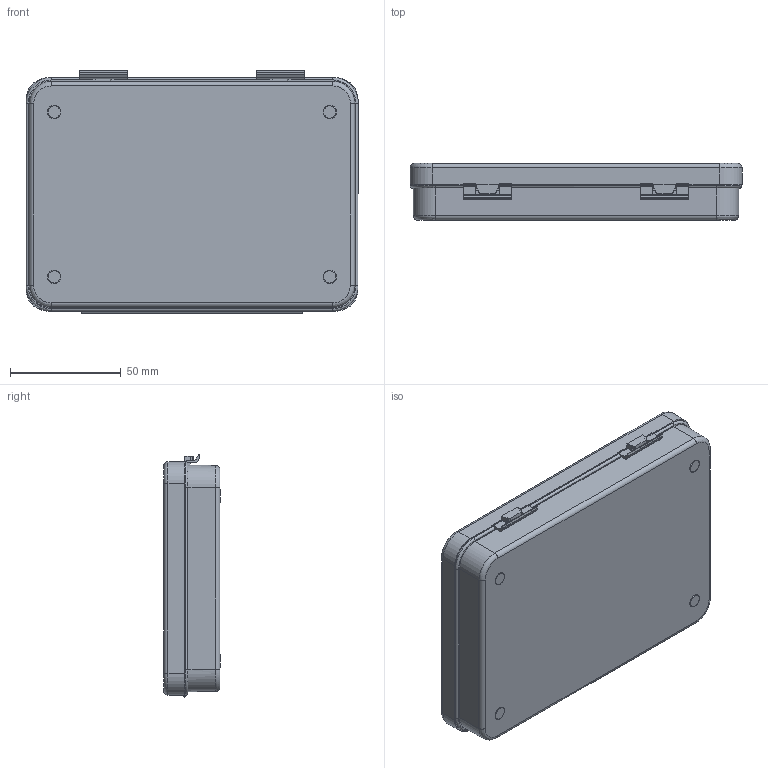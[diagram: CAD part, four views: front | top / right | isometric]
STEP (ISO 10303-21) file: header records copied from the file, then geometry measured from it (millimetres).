
FILE_DESCRIPTION (( 'STEP AP214' ), '1' );
FILE_NAME ('B136 Êîðîáêà ïëàñòèêîâàÿ, 145x100x23 ìì.STEP', '2020-04-06T13:12:38', ( '' ), ( '' ), 'SwSTEP 2.0', 'SolidWorks 2020', '' );
FILE_SCHEMA (( 'AUTOMOTIVE_DESIGN' ));
Length unit declared in the file: millimetre
Products named in the file (4): B136 Åìêîñòü; B136 Êîðîáêà ïëàñòèêîâàÿ, 145x100x23 ìì; B136 Çàùåëêà; B136 Êðûøêà
Assembly tree (4 placements, depth 2):
  B136 Êîðîáêà ïëàñòèêîâàÿ, 145x100x23 ìì
    B136 Åìêîñòü
    B136 Êðûøêà
    B136 Çàùåëêà  x2
Bounding box: 150 x 25.7 x 109.7 mm (x, y, z)
Volume: 66406.4 mm3; surface area: 90380.9 mm2
Topology: 4 solids, 4 shells, 284 faces, 761 edges, 490 vertices
Faces by surface type: plane 158, cylinder 86, torus 20, bspline 20
Entity records: 8624 total; most frequent: CARTESIAN_POINT 2346, ORIENTED_EDGE 1328, DIRECTION 1248, EDGE_CURVE 664, LINE 440, VECTOR 440, VERTEX_POINT 426, AXIS2_PLACEMENT_3D 404
